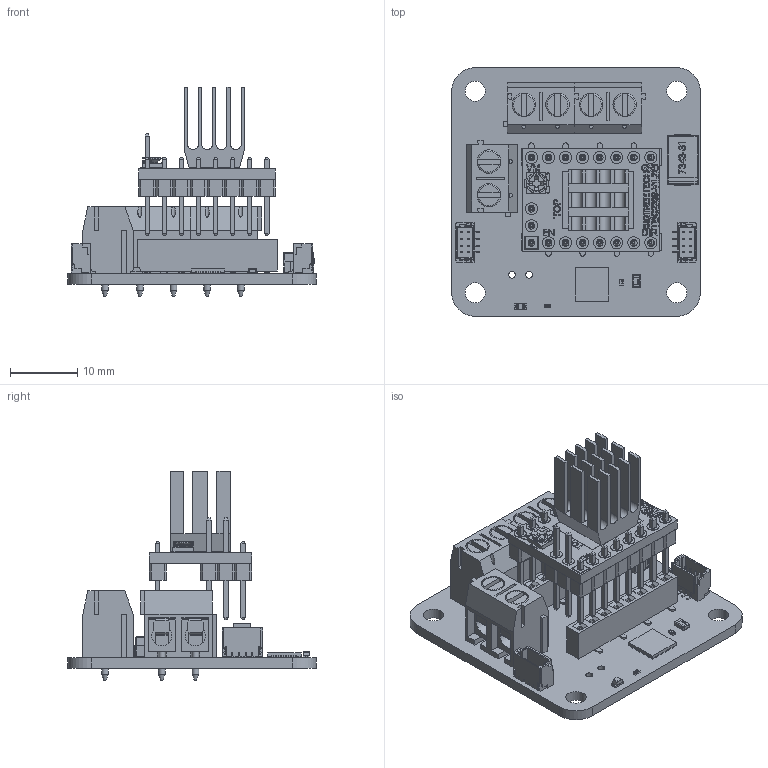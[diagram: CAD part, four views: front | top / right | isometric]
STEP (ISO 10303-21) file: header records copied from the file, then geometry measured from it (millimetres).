
FILE_DESCRIPTION(('Open CASCADE Model'),'2;1');
FILE_NAME('Open CASCADE Shape Model','2025-04-08T09:29:42',('Author'),( 'Open CASCADE'),'Open CASCADE STEP processor 7.5','Open CASCADE 7.5' ,'Unknown');
FILE_SCHEMA(('AUTOMOTIVE_DESIGN { 1 0 10303 214 1 1 1 1 }'));
Length unit declared in the file: millimetre
Products named in the file (48): PCB; Board; Open CASCADE STEP translator 7.5 9.1.1; C3; User Library-CAP_TANT_7343-31 (1); J13; 691102710002; 691502710002; 6911027100xx_CAGE; 6911027100xx_PIN; 6911027100xx_VIS; J12; 1; M1-2; 1x08 SMT Socket; M1-1; U; DUELink-U-Connector-BM04B-SRSS-TB; D; DUELink-Connector-BM04B-SRSS-TB; STAT; 0603 LED Green; Solid1; Solid4; R4; User Library-R SMD 0402; User Library-R SMD 0402_0402 BODY; User Library-R SMD 0402_0402 PAD; User Library-R SMD 0402_0402 OPIS; C2; 0805 SMD Capacitor; C1; C0402; Free-Models; BTT TMC2209-V1.2; TMC2209_board; Pin_Header_1x2_red; Pin_Header_1x8_red; Pin_Header_1x8_black; EVM-3E___ _________ ...
Assembly tree (54 placements, depth 4):
  PCB
    Board
      Open CASCADE STEP translator 7.5 9.1.1
    C3
      User Library-CAP_TANT_7343-31 (1)
    J13
      691102710002
        691502710002
        6911027100xx_CAGE  x2
        6911027100xx_PIN  x2
        6911027100xx_VIS  x2
    J12
      691102710002
        691502710002
        6911027100xx_CAGE  x2
        6911027100xx_PIN  x2
        6911027100xx_VIS  x2
    1
      691102710002
        691502710002
        6911027100xx_CAGE  x2
        6911027100xx_PIN  x2
        6911027100xx_VIS  x2
    M1-2
      1x08 SMT Socket
    M1-1
      1x08 SMT Socket
    U
      DUELink-U-Connector-BM04B-SRSS-TB
    D
      DUELink-Connector-BM04B-SRSS-TB
    STAT
      0603 LED Green
        Solid1
        Solid4
        Solid1
        Solid1
        Solid4
        Solid1
        Solid1
        Solid1
    R4
      User Library-R SMD 0402
        User Library-R SMD 0402_0402 BODY
        User Library-R SMD 0402_0402 PAD  x2
        User Library-R SMD 0402_0402 OPIS
    C2
      0805 SMD Capacitor
    C1
      C0402
    Free-Models
      BTT TMC2209-V1.2
        TMC2209_board
        Pin_Header_1x2_red
        Pin_Header_1x8_red
        Pin_Header_1x8_black
        EVM-3E___ _________
        TMC2209_heatsink
      STM32-QFN32
Bounding box: 37 x 37 x 31.19 mm (x, y, z)
Volume: 5431.4 mm3; surface area: 12314.6 mm2
Topology: 191 solids, 191 shells, 4299 faces, 12717 edges, 10329 vertices
Faces by surface type: plane 3151, cylinder 921, bspline 152, cone 29, sphere 20, torus 18, revolution 8
Full cylindrical faces by diameter (mm): 0.6 x6, 1 x6, 1.016 x2, 1.3 x6, 2 x6, 2.5 x6, 2.75 x6, 3 x10, 3.5 x12
Entity records: 128646 total; most frequent: CARTESIAN_POINT 31305, DIRECTION 16336, ORIENTED_EDGE 16234, EDGE_CURVE 8117, LINE 7696, VECTOR 7696, VERTEX_POINT 5405, AXIS2_PLACEMENT_3D 4316
